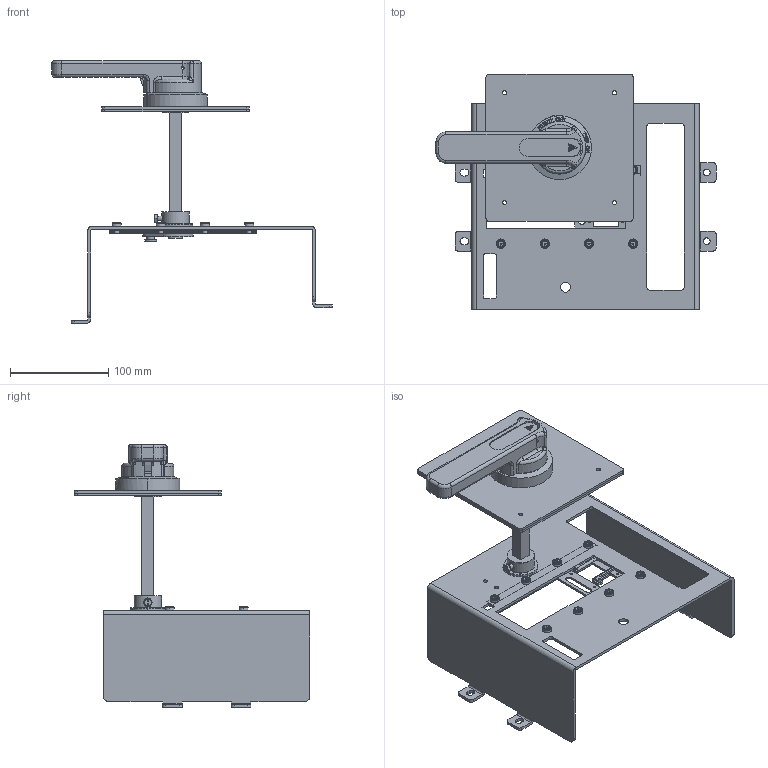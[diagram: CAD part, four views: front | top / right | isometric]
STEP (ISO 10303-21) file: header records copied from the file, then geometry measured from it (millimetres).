
FILE_DESCRIPTION((''),'2;1');
FILE_NAME('ERH_26_ASM','2021-09-07T17:27:32',('zhxmin'),(''),'CREO PARAMETRIC BY PTC INC, 2018020','CREO PARAMETRIC BY PTC INC, 2018020','');
FILE_SCHEMA(('CONFIG_CONTROL_DESIGN','SHAPE_APPEARANCE_LAYERS_GROUPS'));
Products named in the file (29): SHOUCAO_1_1_1; SHOUCAO_2-598_1; SHOUCAO_2-1395_1; SHOUCAO_3_1; SHOUCAO_4-2662_1; SHOUCAO_8-6966_1; SHOUCAO_8-7449_1; SHOUCAO_9-7932_1; SHOUCAO_9-8395_1; SHOUCAO_9-8856_1; SHOUCAO_9-9317_1; SHOUCAO_9-9778_1; SHOUCAO_9-10239_1; SHOUCAO_9-10700_1; SHOUCAO_9-11161_1; SHOUCAO_12_1; SHOUCAO_15_1; SHOUCAO_18_1; WF8_261_316_1_1; 3WF5_060_500G_1_1; 3WF8_140_304_1_1; 3WF8_024_309_1_1; 3WL5_253_027_1_1; _2_1_1; _1_1_1; 1600G00_1; ASM0238_1_ASM_1_ASM; 9M6_NM8-1600_XINSHOUCAO_ASM_1_ASM; ERH_26_ASM
Assembly tree (28 placements, depth 4):
  ERH_26_ASM
    9M6_NM8-1600_XINSHOUCAO_ASM_1_ASM
      ASM0238_1_ASM_1_ASM
        SHOUCAO_1_1_1
        SHOUCAO_2-598_1
        SHOUCAO_2-1395_1
        SHOUCAO_3_1
        SHOUCAO_4-2662_1
        SHOUCAO_8-6966_1
        SHOUCAO_8-7449_1
        SHOUCAO_9-7932_1
        SHOUCAO_9-8395_1
        SHOUCAO_9-8856_1
        SHOUCAO_9-9317_1
        SHOUCAO_9-9778_1
        SHOUCAO_9-10239_1
        SHOUCAO_9-10700_1
        SHOUCAO_9-11161_1
        SHOUCAO_12_1
        SHOUCAO_15_1
        SHOUCAO_18_1
        WF8_261_316_1_1
        3WF5_060_500G_1_1
        3WF8_140_304_1_1
        3WF8_024_309_1_1
        3WL5_253_027_1_1
        _2_1_1
        _1_1_1
        1600G00_1
Bounding box: 285.5 x 240 x 268 mm (x, y, z)
Volume: 413504.1 mm3; surface area: 320488.9 mm2
Topology: 25 solids, 26 shells, 1597 faces, 4380 edges, 2873 vertices
Faces by surface type: plane 887, cylinder 462, cone 89, torus 79, bspline 69, sphere 10, extrusion 1
Entity records: 69376 total; most frequent: CARTESIAN_POINT 19513, ORIENTED_EDGE 8716, DIRECTION 8351, EDGE_CURVE 4362, VERTEX_POINT 2873, AXIS2_PLACEMENT_3D 2865, VECTOR 2621, LINE 2620
